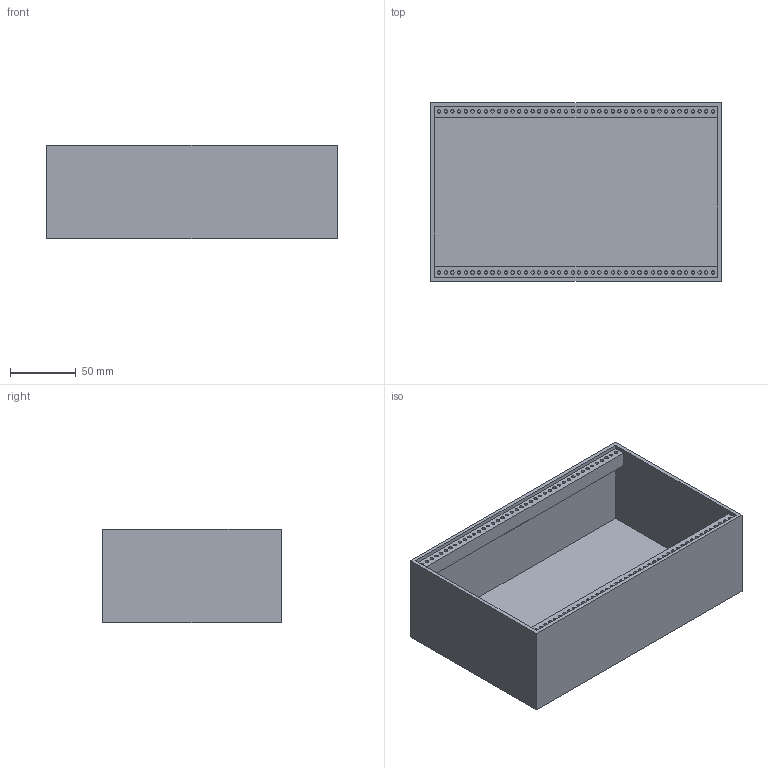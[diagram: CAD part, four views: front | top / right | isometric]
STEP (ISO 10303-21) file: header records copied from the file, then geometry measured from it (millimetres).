
FILE_DESCRIPTION(('HOOPS Exchange Step'),'2;1');
FILE_NAME('3U42hp-71mm-2.5hole.stp','2025-04-22T13:30:52+08:00',('kevin'),('Unknown organisation'),'HOOPS Exchange 2023.2','HOOPS Exchange','Unknown authorisation');
FILE_SCHEMA( ('AP203_CONFIGURATION_CONTROLLED_3D_DESIGN_OF_MECHANICAL_PARTS_AND_ASSEMBLIES_MIM_LF') );
Length unit declared in the file: millimetre
Products named in the file (1): 3U42hp-71mm-2.5hole
Bounding box: 221.1 x 136 x 71 mm (x, y, z)
Volume: 286086.4 mm3; surface area: 169093.3 mm2
Topology: 1 solids, 1 shells, 199 faces, 416 edges, 308 vertices
Faces by surface type: plane 111, cylinder 88
Full cylindrical faces by diameter (mm): 2.5 x84, 13 x4
Entity records: 5593 total; most frequent: DIRECTION 1082, CARTESIAN_POINT 924, ORIENTED_EDGE 832, AXIS2_PLACEMENT_3D 466, EDGE_CURVE 416, VERTEX_POINT 308, EDGE_LOOP 290, FACE_BOUND 290
